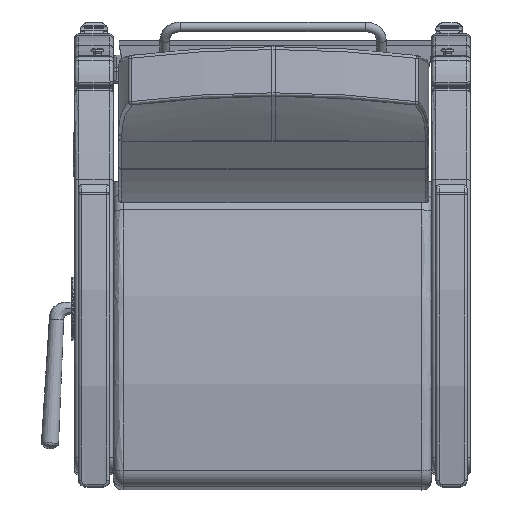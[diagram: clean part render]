
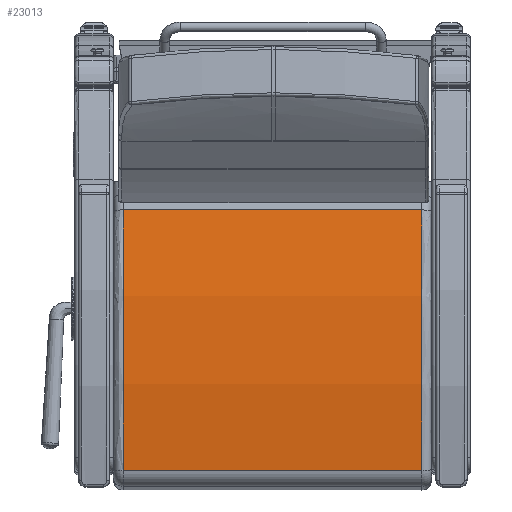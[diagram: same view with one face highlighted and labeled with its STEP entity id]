
A CAD part, front view. The second image highlights one B-rep face of the part: STEP entity #23013.
In plain terms, the highlighted free-form (B-spline) face has degree [1, 2] with [2, 3] control points.
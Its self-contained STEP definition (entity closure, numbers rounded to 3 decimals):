
#1014=(
BOUNDED_SURFACE()
B_SPLINE_SURFACE(1,2,((#47421,#47422,#47423),(#47424,#47425,#47426)),
 .UNSPECIFIED.,.F.,.F.,.F.)
B_SPLINE_SURFACE_WITH_KNOTS((2,2),(3,3),(-0.193,0.193),
(1.362,1.699),.UNSPECIFIED.)
GEOMETRIC_REPRESENTATION_ITEM()
RATIONAL_B_SPLINE_SURFACE(((1.,0.986,1.),(1.,0.986,
1.)))
REPRESENTATION_ITEM('')
SURFACE()
);
#1738=ELLIPSE('',#24922,60.054,60.);
#1748=ELLIPSE('',#24950,60.054,60.);
#2666=LINE('',#47419,#4254);
#2667=LINE('',#47428,#4255);
#4254=VECTOR('',#28176,0.394);
#4255=VECTOR('',#28179,0.394);
#5877=FACE_OUTER_BOUND('',#7270,.T.);
#7270=EDGE_LOOP('',(#17024,#17025,#17026,#17027));
#10573=VERTEX_POINT('',#47211);
#10574=VERTEX_POINT('',#47212);
#10599=VERTEX_POINT('',#47418);
#10600=VERTEX_POINT('',#47427);
#13112=EDGE_CURVE('',#10573,#10574,#1738,.T.);
#13150=EDGE_CURVE('',#10574,#10599,#2666,.T.);
#13152=EDGE_CURVE('',#10573,#10600,#2667,.T.);
#13153=EDGE_CURVE('',#10599,#10600,#1748,.T.);
#17024=ORIENTED_EDGE('',*,*,#13112,.F.);
#17025=ORIENTED_EDGE('',*,*,#13152,.T.);
#17026=ORIENTED_EDGE('',*,*,#13153,.F.);
#17027=ORIENTED_EDGE('',*,*,#13150,.F.);
#23013=ADVANCED_FACE('',(#5877),#1014,.F.);
#24922=AXIS2_PLACEMENT_3D('',#47213,#28108,#28109);
#24950=AXIS2_PLACEMENT_3D('',#47429,#28180,#28181);
#28108=DIRECTION('center_axis',(0.,0.,-1.));
#28109=DIRECTION('ref_axis',(1.,0.,0.));
#28176=DIRECTION('',(0.,0.,1.));
#28179=DIRECTION('',(0.,0.,1.));
#28180=DIRECTION('center_axis',(0.,0.,1.));
#28181=DIRECTION('ref_axis',(1.,0.,0.));
#47211=CARTESIAN_POINT('',(-10.045,1.256,-11.563));
#47212=CARTESIAN_POINT('',(10.111,0.445,-11.563));
#47213=CARTESIAN_POINT('Origin',(-2.35,-58.249,-11.563));
#47418=CARTESIAN_POINT('',(10.111,0.445,11.563));
#47419=CARTESIAN_POINT('',(10.111,0.445,0.));
#47421=CARTESIAN_POINT('Ctrl Pts',(10.111,0.445,-11.563));
#47422=CARTESIAN_POINT('Ctrl Pts',(0.103,2.566,-11.563));
#47423=CARTESIAN_POINT('Ctrl Pts',(-10.045,1.256,-11.563));
#47424=CARTESIAN_POINT('Ctrl Pts',(10.111,0.445,11.563));
#47425=CARTESIAN_POINT('Ctrl Pts',(0.103,2.566,11.563));
#47426=CARTESIAN_POINT('Ctrl Pts',(-10.045,1.256,11.563));
#47427=CARTESIAN_POINT('',(-10.045,1.256,11.563));
#47428=CARTESIAN_POINT('',(-10.045,1.256,0.));
#47429=CARTESIAN_POINT('Origin',(-2.35,-58.249,11.563));
